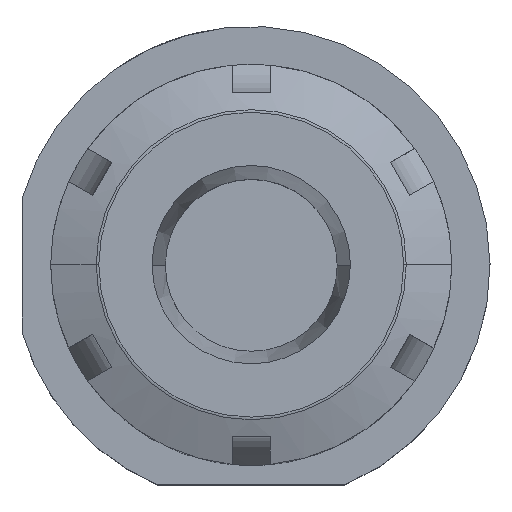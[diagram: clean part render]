
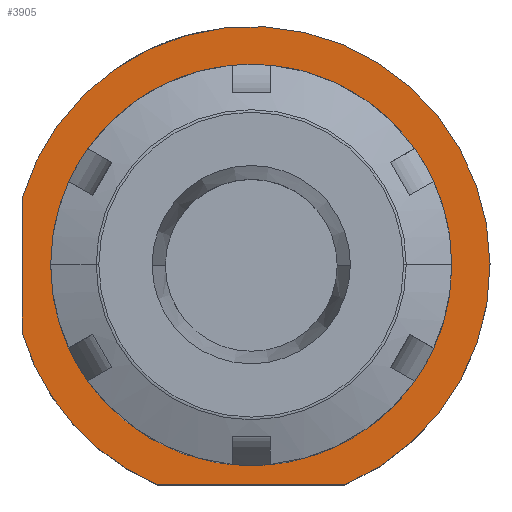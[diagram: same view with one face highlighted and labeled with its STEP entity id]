
A CAD part, top view. The second image highlights one B-rep face of the part: STEP entity #3905.
In plain terms, the highlighted planar face has unit normal (0, 0, 1).
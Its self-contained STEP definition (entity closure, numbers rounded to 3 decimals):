
#47 = CARTESIAN_POINT ( 'NONE',  ( -24., 7., 58. ) ) ;
#133 = VECTOR ( 'NONE', #3845, 1000. ) ;
#242 = EDGE_CURVE ( 'NONE', #897, #4116, #517, .T. ) ;
#269 = ORIENTED_EDGE ( 'NONE', *, *, #351, .F. ) ;
#351 = EDGE_CURVE ( 'NONE', #4116, #897, #5306, .T. ) ;
#437 = CARTESIAN_POINT ( 'NONE',  ( 0., 0., 58. ) ) ;
#490 = ORIENTED_EDGE ( 'NONE', *, *, #5919, .F. ) ;
#517 = CIRCLE ( 'NONE', #1280, 16. ) ;
#575 = EDGE_CURVE ( 'NONE', #2451, #3007, #908, .T. ) ;
#684 = VERTEX_POINT ( 'NONE', #3957 ) ;
#738 = DIRECTION ( 'NONE',  ( 0., 0., 1. ) ) ;
#833 = DIRECTION ( 'NONE',  ( 1., 0., 0. ) ) ;
#897 = VERTEX_POINT ( 'NONE', #1347 ) ;
#905 = PLANE ( 'NONE',  #3910 ) ;
#908 = CIRCLE ( 'NONE', #973, 25. ) ;
#973 = AXIS2_PLACEMENT_3D ( 'NONE', #3004, #3395, #5860 ) ;
#1091 = DIRECTION ( 'NONE',  ( 0., 0., 1. ) ) ;
#1280 = AXIS2_PLACEMENT_3D ( 'NONE', #3651, #738, #833 ) ;
#1347 = CARTESIAN_POINT ( 'NONE',  ( -16., 0., 58. ) ) ;
#1839 = DIRECTION ( 'NONE',  ( 0., 0., 1. ) ) ;
#2006 = EDGE_CURVE ( 'NONE', #3007, #2587, #5826, .T. ) ;
#2189 = CIRCLE ( 'NONE', #4312, 25. ) ;
#2302 = DIRECTION ( 'NONE',  ( 0., 0., 1. ) ) ;
#2334 = CARTESIAN_POINT ( 'NONE',  ( 9.798, -23., 58. ) ) ;
#2451 = VERTEX_POINT ( 'NONE', #2334 ) ;
#2513 = EDGE_CURVE ( 'NONE', #2587, #684, #2189, .T. ) ;
#2543 = FACE_BOUND ( 'NONE', #5340, .T. ) ;
#2587 = VERTEX_POINT ( 'NONE', #5881 ) ;
#2776 = DIRECTION ( 'NONE',  ( 1., 0., 0. ) ) ;
#2932 = CARTESIAN_POINT ( 'NONE',  ( 9.798, -23., 58. ) ) ;
#3003 = DIRECTION ( 'NONE',  ( 1., 0., 0. ) ) ;
#3004 = CARTESIAN_POINT ( 'NONE',  ( 0., 0., 58. ) ) ;
#3007 = VERTEX_POINT ( 'NONE', #4575 ) ;
#3395 = DIRECTION ( 'NONE',  ( 0., 0., 1. ) ) ;
#3550 = CARTESIAN_POINT ( 'NONE',  ( 16., 0., 58. ) ) ;
#3651 = CARTESIAN_POINT ( 'NONE',  ( 0., 0., 58. ) ) ;
#3845 = DIRECTION ( 'NONE',  ( 0., -1., 0. ) ) ;
#3905 = ADVANCED_FACE ( 'NONE', ( #2543, #6021 ), #905, .T. ) ;
#3910 = AXIS2_PLACEMENT_3D ( 'NONE', #5594, #2302, #2776 ) ;
#3957 = CARTESIAN_POINT ( 'NONE',  ( -9.798, -23., 58. ) ) ;
#4116 = VERTEX_POINT ( 'NONE', #3550 ) ;
#4312 = AXIS2_PLACEMENT_3D ( 'NONE', #5858, #1091, #3003 ) ;
#4464 = ORIENTED_EDGE ( 'NONE', *, *, #575, .T. ) ;
#4575 = CARTESIAN_POINT ( 'NONE',  ( -24., 7., 58. ) ) ;
#4610 = LINE ( 'NONE', #2932, #6022 ) ;
#4870 = DIRECTION ( 'NONE',  ( -1., 0., 0. ) ) ;
#5149 = ORIENTED_EDGE ( 'NONE', *, *, #2513, .T. ) ;
#5203 = AXIS2_PLACEMENT_3D ( 'NONE', #437, #1839, #6064 ) ;
#5256 = ORIENTED_EDGE ( 'NONE', *, *, #2006, .T. ) ;
#5306 = CIRCLE ( 'NONE', #5203, 16. ) ;
#5340 = EDGE_LOOP ( 'NONE', ( #269, #6053 ) ) ;
#5594 = CARTESIAN_POINT ( 'NONE',  ( 0., 0., 58. ) ) ;
#5826 = LINE ( 'NONE', #47, #133 ) ;
#5858 = CARTESIAN_POINT ( 'NONE',  ( 0., 0., 58. ) ) ;
#5860 = DIRECTION ( 'NONE',  ( 1., 0., 0. ) ) ;
#5881 = CARTESIAN_POINT ( 'NONE',  ( -24., -7., 58. ) ) ;
#5919 = EDGE_CURVE ( 'NONE', #2451, #684, #4610, .T. ) ;
#5945 = EDGE_LOOP ( 'NONE', ( #5149, #490, #4464, #5256 ) ) ;
#6021 = FACE_OUTER_BOUND ( 'NONE', #5945, .T. ) ;
#6022 = VECTOR ( 'NONE', #4870, 1000. ) ;
#6053 = ORIENTED_EDGE ( 'NONE', *, *, #242, .F. ) ;
#6064 = DIRECTION ( 'NONE',  ( 1., 0., 0. ) ) ;
